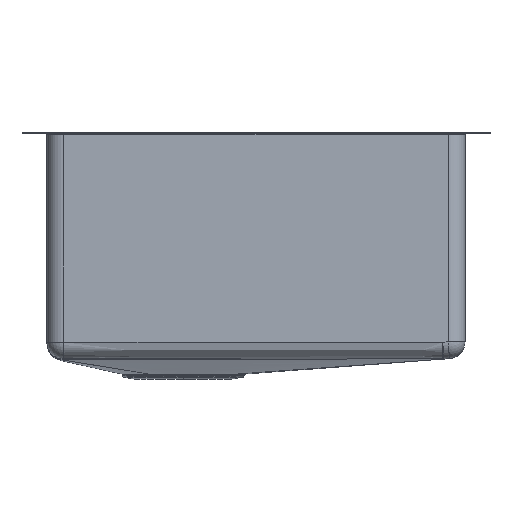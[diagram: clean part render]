
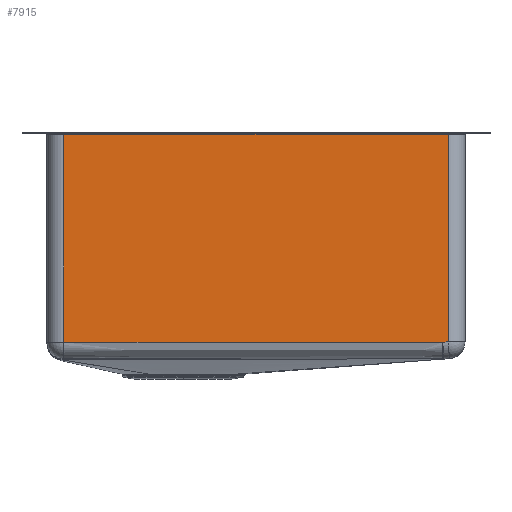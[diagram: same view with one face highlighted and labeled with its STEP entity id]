
A CAD part, left-side view. The second image highlights one B-rep face of the part: STEP entity #7915.
In plain terms, the highlighted planar face has unit normal (-1, 0, 0).
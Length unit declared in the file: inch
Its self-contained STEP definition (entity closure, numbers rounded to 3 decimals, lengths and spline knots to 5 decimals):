
#1971=DIRECTION('',(0.,-1.,0.));
#1972=VECTOR('',#1971,369.6);
#1973=CARTESIAN_POINT('',(-499.74923,119.29608,-0.5));
#1974=LINE('',#1973,#1972);
#1975=DIRECTION('',(0.,0.,1.));
#1976=VECTOR('',#1975,199.4186);
#1977=CARTESIAN_POINT('',(-499.74923,-250.30392,
-199.9186));
#1978=LINE('',#1977,#1976);
#1979=CARTESIAN_POINT('',(-499.74923,-250.30392,
-199.9186));
#1980=CARTESIAN_POINT('',(-499.74923,-249.71418,
-199.96059));
#1981=CARTESIAN_POINT('',(-499.74923,-248.54316,
-200.04393));
#1982=CARTESIAN_POINT('',(-499.74923,-246.81197,
-200.16694));
#1983=CARTESIAN_POINT('',(-499.74923,-245.67475,
-200.24764));
#1984=CARTESIAN_POINT('',(-499.74923,-245.11037,
-200.28765));
#1986=CARTESIAN_POINT('',(-499.74923,119.29608,
-200.42446));
#1987=CARTESIAN_POINT('',(-499.74923,97.97341,
-200.45127));
#1988=CARTESIAN_POINT('',(-499.74923,57.17378,
-200.49381));
#1989=CARTESIAN_POINT('',(-499.74923,1.75217,
-200.52057));
#1990=CARTESIAN_POINT('',(-499.74923,-48.61384,
-200.51541));
#1991=CARTESIAN_POINT('',(-499.74923,-94.34648,
-200.48719));
#1992=CARTESIAN_POINT('',(-499.74923,-136.31364,
-200.44454));
#1993=CARTESIAN_POINT('',(-499.74923,-174.48766,
-200.39508));
#1994=CARTESIAN_POINT('',(-499.74923,-209.34321,
-200.34395));
#1995=CARTESIAN_POINT('',(-499.74923,-233.23782,
-200.30652));
#1996=CARTESIAN_POINT('',(-499.74923,-245.11037,
-200.28765));
#1998=DIRECTION('',(0.,0.,1.));
#1999=VECTOR('',#1998,199.92446);
#2000=CARTESIAN_POINT('',(-499.74923,119.29608,
-200.42446));
#2001=LINE('',#2000,#1999);
#3497=CARTESIAN_POINT('',(-499.74923,-250.30392,
-199.9186));
#3499=VERTEX_POINT('',#3497);
#3506=CARTESIAN_POINT('',(-499.74923,119.29608,
-200.42446));
#3508=VERTEX_POINT('',#3506);
#3529=CARTESIAN_POINT('',(-499.74923,-245.11037,
-200.28765));
#3531=VERTEX_POINT('',#3529);
#3651=CARTESIAN_POINT('',(-499.74923,-250.30392,-0.5));
#3652=VERTEX_POINT('',#3651);
#3655=CARTESIAN_POINT('',(-499.74923,119.29608,-0.5));
#3656=VERTEX_POINT('',#3655);
#7900=CARTESIAN_POINT('',(-499.74923,-266.50392,0.));
#7901=DIRECTION('',(-1.,0.,0.));
#7902=DIRECTION('',(0.,1.,0.));
#7903=AXIS2_PLACEMENT_3D('',#7900,#7901,#7902);
#7904=PLANE('',#7903);
#7905=ORIENTED_EDGE('',*,*,#7891,.T.);
#7907=ORIENTED_EDGE('',*,*,#7906,.F.);
#7909=ORIENTED_EDGE('',*,*,#7908,.T.);
#7911=ORIENTED_EDGE('',*,*,#7910,.F.);
#7912=ORIENTED_EDGE('',*,*,#7865,.T.);
#7913=EDGE_LOOP('',(#7905,#7907,#7909,#7911,#7912));
#7914=FACE_OUTER_BOUND('',#7913,.F.);
#1985=B_SPLINE_CURVE_WITH_KNOTS('',3,(#1979,#1980,#1981,#1982,#1983,#1984),
.UNSPECIFIED.,.F.,.F.,(4,1,1,4),(0.,0.33333,0.66667,1.),
.UNSPECIFIED.);
#1997=B_SPLINE_CURVE_WITH_KNOTS('',3,(#1986,#1987,#1988,#1989,#1990,#1991,#1992,
#1993,#1994,#1995,#1996),.UNSPECIFIED.,.F.,.F.,(4,1,1,1,1,1,1,1,4),(0.,
0.125,0.25,0.375,0.5,0.625,0.75,0.875,1.),.UNSPECIFIED.);
#7865=EDGE_CURVE('',#3508,#3656,#2001,.T.);
#7891=EDGE_CURVE('',#3656,#3652,#1974,.T.);
#7906=EDGE_CURVE('',#3499,#3652,#1978,.T.);
#7908=EDGE_CURVE('',#3499,#3531,#1985,.T.);
#7910=EDGE_CURVE('',#3508,#3531,#1997,.T.);
#7915=ADVANCED_FACE('',(#7914),#7904,.T.);
